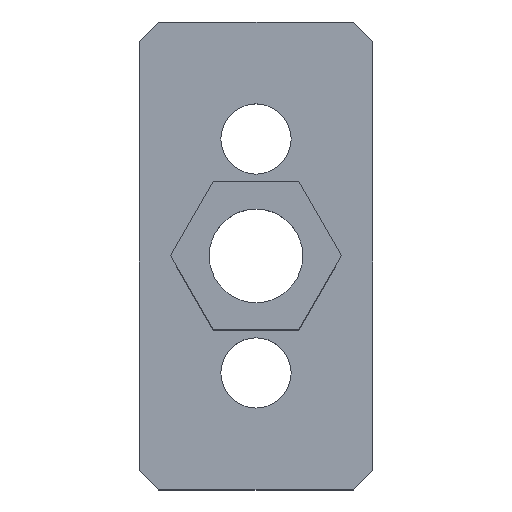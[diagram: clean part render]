
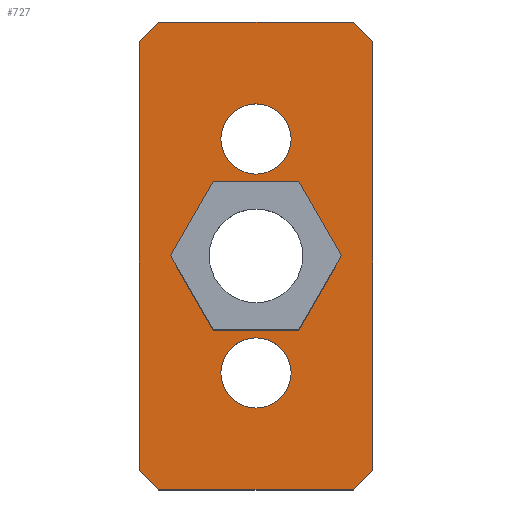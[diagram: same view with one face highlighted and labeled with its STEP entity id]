
A CAD part, top view. The second image highlights one B-rep face of the part: STEP entity #727.
In plain terms, the highlighted planar face has unit normal (0, 0, 1).
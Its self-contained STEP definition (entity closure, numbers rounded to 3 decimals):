
#3 = CIRCLE ( 'NONE', #213, 4.5 ) ;
#19 = VERTEX_POINT ( 'NONE', #92 ) ;
#27 = CARTESIAN_POINT ( 'NONE',  ( 10.97, 0., 0. ) ) ;
#37 = CARTESIAN_POINT ( 'NONE',  ( -4.5, -15., 0. ) ) ;
#40 = VERTEX_POINT ( 'NONE', #37 ) ;
#41 = DIRECTION ( 'NONE',  ( -1., 0., 0. ) ) ;
#44 = CARTESIAN_POINT ( 'NONE',  ( -5.485, 9.5, 0. ) ) ;
#45 = ORIENTED_EDGE ( 'NONE', *, *, #178, .T. ) ;
#47 = DIRECTION ( 'NONE',  ( 1., 0., 0. ) ) ;
#51 = ORIENTED_EDGE ( 'NONE', *, *, #805, .T. ) ;
#64 = EDGE_CURVE ( 'NONE', #282, #148, #236, .T. ) ;
#78 = VERTEX_POINT ( 'NONE', #250 ) ;
#81 = CARTESIAN_POINT ( 'NONE',  ( -12.5, 30., 0. ) ) ;
#82 = ORIENTED_EDGE ( 'NONE', *, *, #437, .F. ) ;
#92 = CARTESIAN_POINT ( 'NONE',  ( 5.485, -9.5, 0. ) ) ;
#93 = EDGE_LOOP ( 'NONE', ( #345, #419 ) ) ;
#96 = VERTEX_POINT ( 'NONE', #81 ) ;
#106 = CARTESIAN_POINT ( 'NONE',  ( 10.97, 0., 0. ) ) ;
#112 = VECTOR ( 'NONE', #488, 1000. ) ;
#119 = CARTESIAN_POINT ( 'NONE',  ( 21.25, 21.25, 0. ) ) ;
#120 = DIRECTION ( 'NONE',  ( 1., 0., 0. ) ) ;
#123 = CARTESIAN_POINT ( 'NONE',  ( 4.5, 15., 0. ) ) ;
#124 = AXIS2_PLACEMENT_3D ( 'NONE', #693, #627, #607 ) ;
#125 = VECTOR ( 'NONE', #194, 1000. ) ;
#128 = ORIENTED_EDGE ( 'NONE', *, *, #322, .T. ) ;
#129 = CARTESIAN_POINT ( 'NONE',  ( -15., 27.5, 0. ) ) ;
#131 = EDGE_CURVE ( 'NONE', #426, #282, #460, .T. ) ;
#136 = LINE ( 'NONE', #660, #270 ) ;
#137 = ORIENTED_EDGE ( 'NONE', *, *, #329, .T. ) ;
#140 = DIRECTION ( 'NONE',  ( 1., 0., 0. ) ) ;
#145 = DIRECTION ( 'NONE',  ( 1., 0., 0. ) ) ;
#148 = VERTEX_POINT ( 'NONE', #333 ) ;
#149 = CARTESIAN_POINT ( 'NONE',  ( 15., -27.5, 0. ) ) ;
#150 = DIRECTION ( 'NONE',  ( 0., 0., 1. ) ) ;
#151 = EDGE_LOOP ( 'NONE', ( #365, #137, #606, #466, #45, #128, #51, #595 ) ) ;
#158 = ORIENTED_EDGE ( 'NONE', *, *, #706, .F. ) ;
#162 = VERTEX_POINT ( 'NONE', #601 ) ;
#163 = LINE ( 'NONE', #689, #268 ) ;
#171 = CIRCLE ( 'NONE', #709, 4.5 ) ;
#175 = CARTESIAN_POINT ( 'NONE',  ( -10.97, 0., 0. ) ) ;
#178 = EDGE_CURVE ( 'NONE', #742, #609, #778, .T. ) ;
#194 = DIRECTION ( 'NONE',  ( -0.707, 0.707, 0. ) ) ;
#207 = EDGE_CURVE ( 'NONE', #473, #162, #710, .T. ) ;
#213 = AXIS2_PLACEMENT_3D ( 'NONE', #833, #509, #309 ) ;
#222 = VERTEX_POINT ( 'NONE', #583 ) ;
#228 = EDGE_CURVE ( 'NONE', #78, #96, #136, .T. ) ;
#236 = LINE ( 'NONE', #175, #655 ) ;
#243 = FACE_OUTER_BOUND ( 'NONE', #151, .T. ) ;
#249 = DIRECTION ( 'NONE',  ( 0., 0., 1. ) ) ;
#250 = CARTESIAN_POINT ( 'NONE',  ( 12.5, 30., 0. ) ) ;
#251 = ORIENTED_EDGE ( 'NONE', *, *, #131, .F. ) ;
#252 = LINE ( 'NONE', #454, #530 ) ;
#255 = AXIS2_PLACEMENT_3D ( 'NONE', #337, #150, #145 ) ;
#261 = LINE ( 'NONE', #332, #283 ) ;
#263 = ORIENTED_EDGE ( 'NONE', *, *, #744, .F. ) ;
#268 = VECTOR ( 'NONE', #41, 1000. ) ;
#270 = VECTOR ( 'NONE', #730, 1000. ) ;
#279 = LINE ( 'NONE', #529, #683 ) ;
#282 = VERTEX_POINT ( 'NONE', #548 ) ;
#283 = VECTOR ( 'NONE', #510, 1000. ) ;
#292 = FACE_BOUND ( 'NONE', #304, .T. ) ;
#302 = DIRECTION ( 'NONE',  ( 1., 0., 0. ) ) ;
#304 = EDGE_LOOP ( 'NONE', ( #423, #630 ) ) ;
#306 = AXIS2_PLACEMENT_3D ( 'NONE', #375, #249, #47 ) ;
#309 = DIRECTION ( 'NONE',  ( 1., 0., 0. ) ) ;
#322 = EDGE_CURVE ( 'NONE', #609, #634, #674, .T. ) ;
#327 = VERTEX_POINT ( 'NONE', #27 ) ;
#329 = EDGE_CURVE ( 'NONE', #96, #829, #685, .T. ) ;
#332 = CARTESIAN_POINT ( 'NONE',  ( -21.25, -21.25, 0. ) ) ;
#333 = CARTESIAN_POINT ( 'NONE',  ( -5.485, -9.5, 0. ) ) ;
#337 = CARTESIAN_POINT ( 'NONE',  ( 0., 15., 0. ) ) ;
#338 = CARTESIAN_POINT ( 'NONE',  ( 12.5, -30., 0. ) ) ;
#345 = ORIENTED_EDGE ( 'NONE', *, *, #459, .F. ) ;
#355 = DIRECTION ( 'NONE',  ( -0.707, -0.707, 0. ) ) ;
#365 = ORIENTED_EDGE ( 'NONE', *, *, #228, .T. ) ;
#370 = LINE ( 'NONE', #770, #834 ) ;
#374 = VECTOR ( 'NONE', #773, 1000. ) ;
#375 = CARTESIAN_POINT ( 'NONE',  ( 0., -15., 0. ) ) ;
#380 = CARTESIAN_POINT ( 'NONE',  ( -15., -27.5, 0. ) ) ;
#411 = VECTOR ( 'NONE', #355, 1000. ) ;
#412 = ORIENTED_EDGE ( 'NONE', *, *, #64, .F. ) ;
#417 = FACE_BOUND ( 'NONE', #775, .T. ) ;
#419 = ORIENTED_EDGE ( 'NONE', *, *, #532, .F. ) ;
#420 = VERTEX_POINT ( 'NONE', #428 ) ;
#423 = ORIENTED_EDGE ( 'NONE', *, *, #207, .F. ) ;
#426 = VERTEX_POINT ( 'NONE', #44 ) ;
#427 = EDGE_CURVE ( 'NONE', #148, #19, #370, .T. ) ;
#428 = CARTESIAN_POINT ( 'NONE',  ( 15., 27.5, 0. ) ) ;
#435 = LINE ( 'NONE', #119, #125 ) ;
#437 = EDGE_CURVE ( 'NONE', #327, #222, #766, .T. ) ;
#440 = CARTESIAN_POINT ( 'NONE',  ( 4.5, -15., 0. ) ) ;
#452 = VECTOR ( 'NONE', #140, 1000. ) ;
#454 = CARTESIAN_POINT ( 'NONE',  ( 15., -30., 0. ) ) ;
#455 = DIRECTION ( 'NONE',  ( 0., -1., 0. ) ) ;
#459 = EDGE_CURVE ( 'NONE', #801, #40, #3, .T. ) ;
#460 = LINE ( 'NONE', #592, #724 ) ;
#466 = ORIENTED_EDGE ( 'NONE', *, *, #556, .T. ) ;
#472 = CARTESIAN_POINT ( 'NONE',  ( -21.25, 21.25, 0. ) ) ;
#473 = VERTEX_POINT ( 'NONE', #123 ) ;
#488 = DIRECTION ( 'NONE',  ( 0.707, 0.707, 0. ) ) ;
#500 = EDGE_CURVE ( 'NONE', #162, #473, #171, .T. ) ;
#507 = VERTEX_POINT ( 'NONE', #380 ) ;
#509 = DIRECTION ( 'NONE',  ( 0., 0., 1. ) ) ;
#510 = DIRECTION ( 'NONE',  ( 0.707, -0.707, 0. ) ) ;
#519 = CARTESIAN_POINT ( 'NONE',  ( 15., -30., 0. ) ) ;
#529 = CARTESIAN_POINT ( 'NONE',  ( -15., -30., 0. ) ) ;
#530 = VECTOR ( 'NONE', #636, 1000. ) ;
#532 = EDGE_CURVE ( 'NONE', #40, #801, #533, .T. ) ;
#533 = CIRCLE ( 'NONE', #306, 4.5 ) ;
#542 = FACE_BOUND ( 'NONE', #93, .T. ) ;
#548 = CARTESIAN_POINT ( 'NONE',  ( -10.97, 0., 0. ) ) ;
#552 = CARTESIAN_POINT ( 'NONE',  ( 21.25, -21.25, 0. ) ) ;
#556 = EDGE_CURVE ( 'NONE', #507, #742, #261, .T. ) ;
#564 = LINE ( 'NONE', #823, #643 ) ;
#583 = CARTESIAN_POINT ( 'NONE',  ( 5.485, 9.5, 0. ) ) ;
#588 = DIRECTION ( 'NONE',  ( -0.5, -0.866, 0. ) ) ;
#592 = CARTESIAN_POINT ( 'NONE',  ( -5.485, 9.5, 0. ) ) ;
#595 = ORIENTED_EDGE ( 'NONE', *, *, #760, .T. ) ;
#598 = DIRECTION ( 'NONE',  ( 0.5, 0.866, 0. ) ) ;
#601 = CARTESIAN_POINT ( 'NONE',  ( -4.5, 15., 0. ) ) ;
#606 = ORIENTED_EDGE ( 'NONE', *, *, #615, .T. ) ;
#607 = DIRECTION ( 'NONE',  ( 1., 0., 0. ) ) ;
#609 = VERTEX_POINT ( 'NONE', #338 ) ;
#615 = EDGE_CURVE ( 'NONE', #829, #507, #279, .T. ) ;
#627 = DIRECTION ( 'NONE',  ( 0., 0., 1. ) ) ;
#630 = ORIENTED_EDGE ( 'NONE', *, *, #500, .F. ) ;
#634 = VERTEX_POINT ( 'NONE', #149 ) ;
#636 = DIRECTION ( 'NONE',  ( 0., 1., 0. ) ) ;
#643 = VECTOR ( 'NONE', #598, 1000. ) ;
#655 = VECTOR ( 'NONE', #686, 1000. ) ;
#660 = CARTESIAN_POINT ( 'NONE',  ( 15., 30., 0. ) ) ;
#674 = LINE ( 'NONE', #552, #112 ) ;
#683 = VECTOR ( 'NONE', #455, 1000. ) ;
#685 = LINE ( 'NONE', #472, #411 ) ;
#686 = DIRECTION ( 'NONE',  ( 0.5, -0.866, 0. ) ) ;
#689 = CARTESIAN_POINT ( 'NONE',  ( 5.485, 9.5, 0. ) ) ;
#693 = CARTESIAN_POINT ( 'NONE',  ( 0., 0., 0. ) ) ;
#706 = EDGE_CURVE ( 'NONE', #19, #327, #564, .T. ) ;
#709 = AXIS2_PLACEMENT_3D ( 'NONE', #761, #757, #302 ) ;
#710 = CIRCLE ( 'NONE', #255, 4.5 ) ;
#724 = VECTOR ( 'NONE', #588, 1000. ) ;
#727 = ADVANCED_FACE ( 'NONE', ( #243, #542, #292, #417 ), #806, .T. ) ;
#730 = DIRECTION ( 'NONE',  ( -1., 0., 0. ) ) ;
#742 = VERTEX_POINT ( 'NONE', #743 ) ;
#743 = CARTESIAN_POINT ( 'NONE',  ( -12.5, -30., 0. ) ) ;
#744 = EDGE_CURVE ( 'NONE', #222, #426, #163, .T. ) ;
#757 = DIRECTION ( 'NONE',  ( 0., 0., 1. ) ) ;
#760 = EDGE_CURVE ( 'NONE', #420, #78, #435, .T. ) ;
#761 = CARTESIAN_POINT ( 'NONE',  ( 0., 15., 0. ) ) ;
#766 = LINE ( 'NONE', #106, #374 ) ;
#770 = CARTESIAN_POINT ( 'NONE',  ( -5.485, -9.5, 0. ) ) ;
#771 = ORIENTED_EDGE ( 'NONE', *, *, #427, .F. ) ;
#773 = DIRECTION ( 'NONE',  ( -0.5, 0.866, 0. ) ) ;
#775 = EDGE_LOOP ( 'NONE', ( #158, #771, #412, #251, #263, #82 ) ) ;
#778 = LINE ( 'NONE', #519, #452 ) ;
#801 = VERTEX_POINT ( 'NONE', #440 ) ;
#805 = EDGE_CURVE ( 'NONE', #634, #420, #252, .T. ) ;
#806 = PLANE ( 'NONE',  #124 ) ;
#823 = CARTESIAN_POINT ( 'NONE',  ( 5.485, -9.5, 0. ) ) ;
#829 = VERTEX_POINT ( 'NONE', #129 ) ;
#833 = CARTESIAN_POINT ( 'NONE',  ( 0., -15., 0. ) ) ;
#834 = VECTOR ( 'NONE', #120, 1000. ) ;
